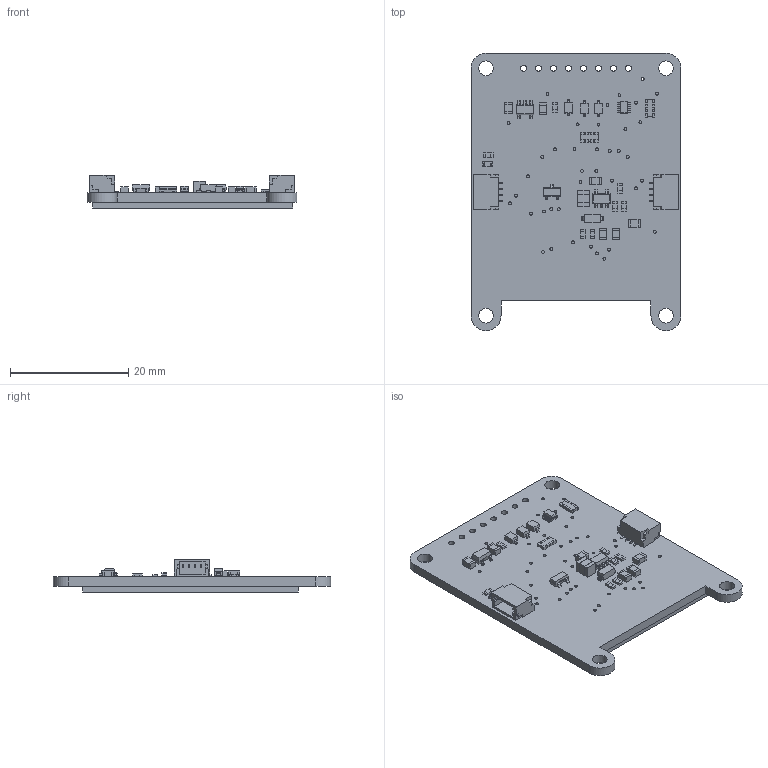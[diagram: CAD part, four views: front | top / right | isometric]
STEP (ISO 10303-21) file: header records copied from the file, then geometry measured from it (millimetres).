
FILE_DESCRIPTION(/* description */ (''),/* implementation_level */ '2;1');
FILE_NAME(/* name */ 'Adafruit Grayscale 1.5-inch 128x128 OLED v2.step',/* time_stamp */ '2021-02-17T10:26:31-05:00',/* author */ (''),/* organization */ (''),/* preprocessor_version */ 'ST-DEVELOPER v18.1',/* originating_system */ 'Autodesk Translation Framework v9.7.0.1280',/* authorisation */ '');
FILE_SCHEMA (('AUTOMOTIVE_DESIGN { 1 0 10303 214 3 1 1 }'));
Length unit declared in the file: millimetre
Products named in the file (16): Adafruit Grayscale 1.5-inch 128x128 OLED; PCB Component; Board; 10uF; AP2112K-3.3; 0.1uF; 10K; BSS138; STEMMA_I2C_QT; GREEN; APX803; 1N4148; OLED_1.5_128X128_MONO; FAN5331SX; 10uH; MBR120
Assembly tree (30 placements, depth 3):
  Adafruit Grayscale 1.5-inch 128x128 OLED
    PCB Component
      Board
      10uF  x6
      AP2112K-3.3
      0.1uF  x7
      10K  x2
      BSS138
      STEMMA_I2C_QT  x2
      GREEN
      APX803
      1N4148  x3
      OLED_1.5_128X128_MONO
      FAN5331SX
      10uH
      MBR120
Bounding box: 35.56 x 46.99 x 5.63 mm (x, y, z)
Volume: 3813.1 mm3; surface area: 6726.8 mm2
Topology: 33 solids, 33 shells, 1093 faces, 2934 edges, 1920 vertices
Faces by surface type: plane 916, cylinder 173, bspline 4
Full cylindrical faces by diameter (mm): 0.5 x45, 1 x8, 2.5 x4
Entity records: 23654 total; most frequent: CARTESIAN_POINT 3986, ORIENTED_EDGE 3828, DIRECTION 3744, EDGE_CURVE 1914, LINE 1592, VECTOR 1592, VERTEX_POINT 1246, AXIS2_PLACEMENT_3D 1076
